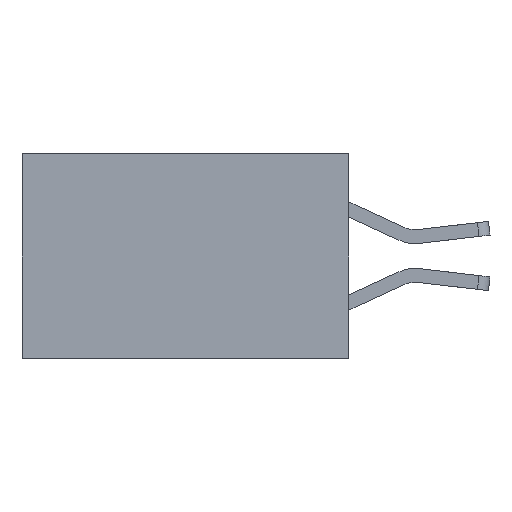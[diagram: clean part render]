
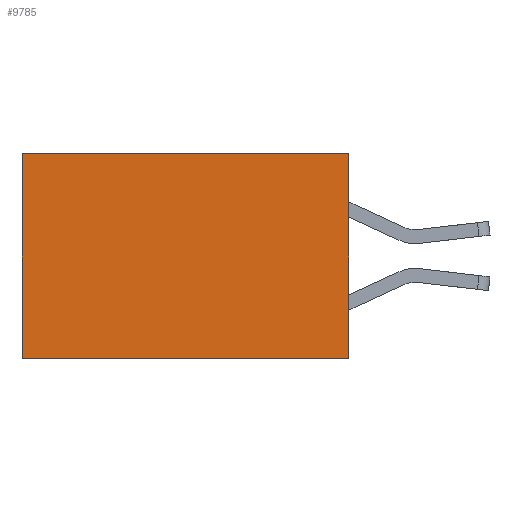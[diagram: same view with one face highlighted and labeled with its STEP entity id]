
A CAD part, left-side view. The second image highlights one B-rep face of the part: STEP entity #9785.
In plain terms, the highlighted planar face has unit normal (-1, 0, 0).
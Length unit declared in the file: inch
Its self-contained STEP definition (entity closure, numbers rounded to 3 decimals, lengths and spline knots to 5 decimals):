
#11 = VERTEX_POINT ( 'NONE', #8531 ) ;
#293 = DIRECTION ( 'NONE',  ( 1., 0., 0. ) ) ;
#973 = DIRECTION ( 'NONE',  ( 0., 0., -1. ) ) ;
#982 = CARTESIAN_POINT ( 'NONE',  ( 0.277, 0., -0.37 ) ) ;
#1007 = DIRECTION ( 'NONE',  ( 0., 1., 0. ) ) ;
#1125 = CARTESIAN_POINT ( 'NONE',  ( 0.277, 0., 0. ) ) ;
#1139 = VECTOR ( 'NONE', #1811, 39.37008 ) ;
#1255 = CARTESIAN_POINT ( 'NONE',  ( 0.277, 0.59, 0. ) ) ;
#1268 = CARTESIAN_POINT ( 'NONE',  ( 0.277, 0.59, -0.37 ) ) ;
#1401 = LINE ( 'NONE', #1125, #9697 ) ;
#1811 = DIRECTION ( 'NONE',  ( 0., 0., -1. ) ) ;
#1982 = AXIS2_PLACEMENT_3D ( 'NONE', #10026, #293, #6167 ) ;
#2401 = EDGE_LOOP ( 'NONE', ( #5242, #9102, #7081, #4526 ) ) ;
#2405 = LINE ( 'NONE', #10285, #8862 ) ;
#3321 = VERTEX_POINT ( 'NONE', #1255 ) ;
#4003 = FACE_OUTER_BOUND ( 'NONE', #2401, .T. ) ;
#4391 = EDGE_CURVE ( 'NONE', #8560, #4465, #2405, .T. ) ;
#4465 = VERTEX_POINT ( 'NONE', #8549 ) ;
#4526 = ORIENTED_EDGE ( 'NONE', *, *, #8537, .T. ) ;
#4562 = PLANE ( 'NONE',  #1982 ) ;
#4615 = EDGE_CURVE ( 'NONE', #11, #8560, #7113, .T. ) ;
#5242 = ORIENTED_EDGE ( 'NONE', *, *, #5680, .T. ) ;
#5344 = LINE ( 'NONE', #1268, #1139 ) ;
#5680 = EDGE_CURVE ( 'NONE', #3321, #4465, #5344, .T. ) ;
#6167 = DIRECTION ( 'NONE',  ( 0., 0., -1. ) ) ;
#7081 = ORIENTED_EDGE ( 'NONE', *, *, #4615, .F. ) ;
#7113 = LINE ( 'NONE', #9283, #9204 ) ;
#8531 = CARTESIAN_POINT ( 'NONE',  ( 0.277, 0., 0. ) ) ;
#8537 = EDGE_CURVE ( 'NONE', #11, #3321, #1401, .T. ) ;
#8549 = CARTESIAN_POINT ( 'NONE',  ( 0.277, 0.59, -0.37 ) ) ;
#8560 = VERTEX_POINT ( 'NONE', #982 ) ;
#8862 = VECTOR ( 'NONE', #10411, 39.37008 ) ;
#9102 = ORIENTED_EDGE ( 'NONE', *, *, #4391, .F. ) ;
#9204 = VECTOR ( 'NONE', #973, 39.37008 ) ;
#9283 = CARTESIAN_POINT ( 'NONE',  ( 0.277, 0., -0.37 ) ) ;
#9697 = VECTOR ( 'NONE', #1007, 39.37008 ) ;
#9785 = ADVANCED_FACE ( 'NONE', ( #4003 ), #4562, .F. ) ;
#10026 = CARTESIAN_POINT ( 'NONE',  ( 0.277, 0., -0.37 ) ) ;
#10285 = CARTESIAN_POINT ( 'NONE',  ( 0.277, 0., -0.37 ) ) ;
#10411 = DIRECTION ( 'NONE',  ( 0., 1., 0. ) ) ;
